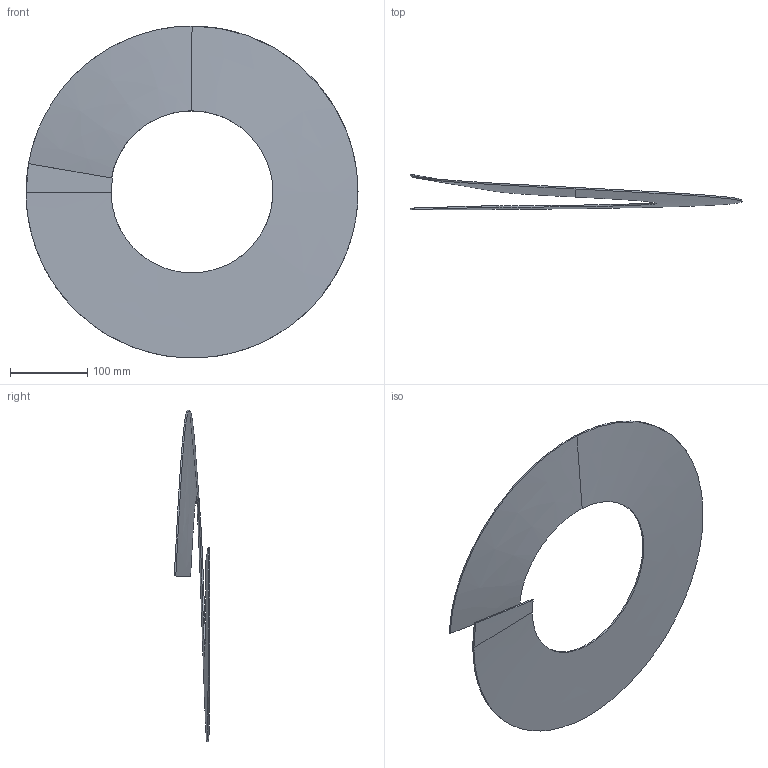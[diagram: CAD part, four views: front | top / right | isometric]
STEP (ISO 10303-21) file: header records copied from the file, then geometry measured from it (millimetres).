
FILE_DESCRIPTION((''),'2;1');
FILE_NAME('Helix-Abwicklung-2015-05-02.stp','2015-05-03T02:48:18',('Roland'),(''),'Autodesk Inventor 2013','Autodesk Inventor 2013','');
FILE_SCHEMA(('AUTOMOTIVE_DESIGN { 1 0 10303 214 1 1 1 1 }'));
Length unit declared in the file: millimetre
Products named in the file (1): Wendel
Bounding box: 428.72 x 45.73 x 428.71 mm (x, y, z)
Volume: 226376.1 mm3; surface area: 231253.4 mm2
Topology: 1 solids, 1 shells, 10 faces, 31 edges, 32 vertices
Faces by surface type: bspline 8, plane 2
Entity records: 1383 total; most frequent: CARTESIAN_POINT 1075, ORIENTED_EDGE 44, DIRECTION 33, EDGE_CURVE 22, VECTOR 15, LINE 15, VERTEX_POINT 14, DIMENSIONAL_EXPONENTS 11
